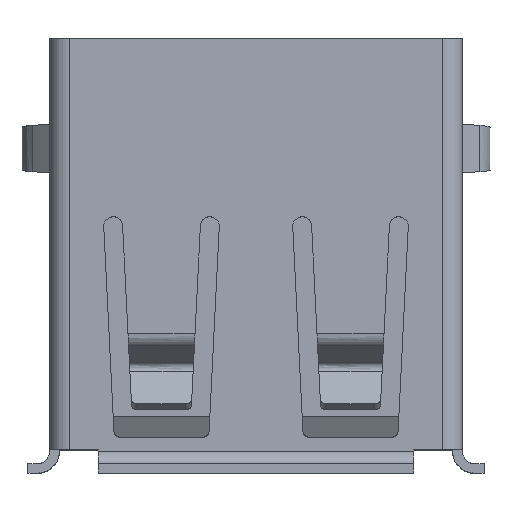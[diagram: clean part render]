
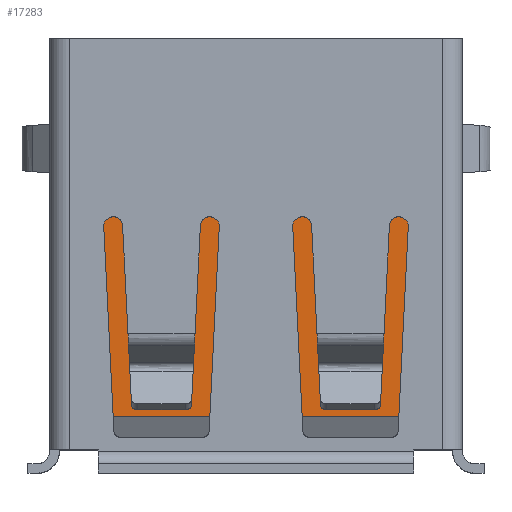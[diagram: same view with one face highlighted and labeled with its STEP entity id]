
A CAD part, top view. The second image highlights one B-rep face of the part: STEP entity #17283.
In plain terms, the highlighted free-form (B-spline) face has degree [1, 1] with [2, 2] control points.
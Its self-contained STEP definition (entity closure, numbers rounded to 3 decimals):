
#17283 = ADVANCED_FACE('',(#17284,#17366,#17400),#17434,.T.);
#17284 = FACE_BOUND('',#17285,.T.);
#17285 = EDGE_LOOP('',(#17286,#17296,#17304,#17312,#17320,#17328,#17336,
    #17344,#17352,#17360));
#17286 = ORIENTED_EDGE('',*,*,#17287,.T.);
#17287 = EDGE_CURVE('',#17288,#17290,#17292,.T.);
#17288 = VERTEX_POINT('',#17289);
#17289 = CARTESIAN_POINT('',(-1.4,-4.28,-0.97));
#17290 = VERTEX_POINT('',#17291);
#17291 = CARTESIAN_POINT('',(-1.6,-4.48,-0.97));
#17292 = LINE('',#17293,#17294);
#17293 = CARTESIAN_POINT('',(-1.4,-4.28,-0.97));
#17294 = VECTOR('',#17295,1.);
#17295 = DIRECTION('',(-0.707,-0.707,0.));
#17296 = ORIENTED_EDGE('',*,*,#17297,.T.);
#17297 = EDGE_CURVE('',#17290,#17298,#17300,.T.);
#17298 = VERTEX_POINT('',#17299);
#17299 = CARTESIAN_POINT('',(-4.91,-4.48,-0.97));
#17300 = LINE('',#17301,#17302);
#17301 = CARTESIAN_POINT('',(-1.6,-4.48,-0.97));
#17302 = VECTOR('',#17303,1.);
#17303 = DIRECTION('',(-1.,0.,0.));
#17304 = ORIENTED_EDGE('',*,*,#17305,.T.);
#17305 = EDGE_CURVE('',#17298,#17306,#17308,.T.);
#17306 = VERTEX_POINT('',#17307);
#17307 = CARTESIAN_POINT('',(-4.91,-11.994,-0.97));
#17308 = LINE('',#17309,#17310);
#17309 = CARTESIAN_POINT('',(-4.91,-4.48,-0.97));
#17310 = VECTOR('',#17311,1.);
#17311 = DIRECTION('',(0.,-1.,0.));
#17312 = ORIENTED_EDGE('',*,*,#17313,.T.);
#17313 = EDGE_CURVE('',#17306,#17314,#17316,.T.);
#17314 = VERTEX_POINT('',#17315);
#17315 = CARTESIAN_POINT('',(4.91,-11.994,-0.97));
#17316 = LINE('',#17317,#17318);
#17317 = CARTESIAN_POINT('',(-4.91,-11.994,-0.97));
#17318 = VECTOR('',#17319,1.);
#17319 = DIRECTION('',(1.,0.,0.));
#17320 = ORIENTED_EDGE('',*,*,#17321,.T.);
#17321 = EDGE_CURVE('',#17314,#17322,#17324,.T.);
#17322 = VERTEX_POINT('',#17323);
#17323 = CARTESIAN_POINT('',(4.91,-4.48,-0.97));
#17324 = LINE('',#17325,#17326);
#17325 = CARTESIAN_POINT('',(4.91,-11.994,-0.97));
#17326 = VECTOR('',#17327,1.);
#17327 = DIRECTION('',(0.,1.,0.));
#17328 = ORIENTED_EDGE('',*,*,#17329,.T.);
#17329 = EDGE_CURVE('',#17322,#17330,#17332,.T.);
#17330 = VERTEX_POINT('',#17331);
#17331 = CARTESIAN_POINT('',(1.6,-4.48,-0.97));
#17332 = LINE('',#17333,#17334);
#17333 = CARTESIAN_POINT('',(4.91,-4.48,-0.97));
#17334 = VECTOR('',#17335,1.);
#17335 = DIRECTION('',(-1.,0.,0.));
#17336 = ORIENTED_EDGE('',*,*,#17337,.T.);
#17337 = EDGE_CURVE('',#17330,#17338,#17340,.T.);
#17338 = VERTEX_POINT('',#17339);
#17339 = CARTESIAN_POINT('',(1.4,-4.28,-0.97));
#17340 = LINE('',#17341,#17342);
#17341 = CARTESIAN_POINT('',(1.6,-4.48,-0.97));
#17342 = VECTOR('',#17343,1.);
#17343 = DIRECTION('',(-0.707,0.707,0.));
#17344 = ORIENTED_EDGE('',*,*,#17345,.T.);
#17345 = EDGE_CURVE('',#17338,#17346,#17348,.T.);
#17346 = VERTEX_POINT('',#17347);
#17347 = CARTESIAN_POINT('',(1.4,-3.68,-0.97));
#17348 = LINE('',#17349,#17350);
#17349 = CARTESIAN_POINT('',(1.4,-4.28,-0.97));
#17350 = VECTOR('',#17351,1.);
#17351 = DIRECTION('',(0.,1.,0.));
#17352 = ORIENTED_EDGE('',*,*,#17353,.T.);
#17353 = EDGE_CURVE('',#17346,#17354,#17356,.T.);
#17354 = VERTEX_POINT('',#17355);
#17355 = CARTESIAN_POINT('',(-1.4,-3.68,-0.97));
#17356 = LINE('',#17357,#17358);
#17357 = CARTESIAN_POINT('',(1.4,-3.68,-0.97));
#17358 = VECTOR('',#17359,1.);
#17359 = DIRECTION('',(-1.,0.,0.));
#17360 = ORIENTED_EDGE('',*,*,#17361,.T.);
#17361 = EDGE_CURVE('',#17354,#17288,#17362,.T.);
#17362 = LINE('',#17363,#17364);
#17363 = CARTESIAN_POINT('',(-1.4,-3.68,-0.97));
#17364 = VECTOR('',#17365,1.);
#17365 = DIRECTION('',(0.,-1.,0.));
#17366 = FACE_BOUND('',#17367,.T.);
#17367 = EDGE_LOOP('',(#17368,#17378,#17386,#17394));
#17368 = ORIENTED_EDGE('',*,*,#17369,.T.);
#17369 = EDGE_CURVE('',#17370,#17372,#17374,.T.);
#17370 = VERTEX_POINT('',#17371);
#17371 = CARTESIAN_POINT('',(-4.031,-10.024,-0.97));
#17372 = VERTEX_POINT('',#17373);
#17373 = CARTESIAN_POINT('',(-1.969,-10.024,-0.97));
#17374 = LINE('',#17375,#17376);
#17375 = CARTESIAN_POINT('',(-4.031,-10.024,-0.97));
#17376 = VECTOR('',#17377,1.);
#17377 = DIRECTION('',(1.,0.,0.));
#17378 = ORIENTED_EDGE('',*,*,#17379,.T.);
#17379 = EDGE_CURVE('',#17372,#17380,#17382,.T.);
#17380 = VERTEX_POINT('',#17381);
#17381 = CARTESIAN_POINT('',(-2.013,-10.907,-0.97));
#17382 = LINE('',#17383,#17384);
#17383 = CARTESIAN_POINT('',(-1.969,-10.024,-0.97));
#17384 = VECTOR('',#17385,1.);
#17385 = DIRECTION('',(-0.05,-0.999,0.));
#17386 = ORIENTED_EDGE('',*,*,#17387,.T.);
#17387 = EDGE_CURVE('',#17380,#17388,#17390,.T.);
#17388 = VERTEX_POINT('',#17389);
#17389 = CARTESIAN_POINT('',(-3.987,-10.907,-0.97));
#17390 = LINE('',#17391,#17392);
#17391 = CARTESIAN_POINT('',(-2.013,-10.907,-0.97));
#17392 = VECTOR('',#17393,1.);
#17393 = DIRECTION('',(-1.,0.,0.));
#17394 = ORIENTED_EDGE('',*,*,#17395,.T.);
#17395 = EDGE_CURVE('',#17388,#17370,#17396,.T.);
#17396 = LINE('',#17397,#17398);
#17397 = CARTESIAN_POINT('',(-3.987,-10.907,-0.97));
#17398 = VECTOR('',#17399,1.);
#17399 = DIRECTION('',(-0.05,0.999,0.));
#17400 = FACE_BOUND('',#17401,.T.);
#17401 = EDGE_LOOP('',(#17402,#17412,#17420,#17428));
#17402 = ORIENTED_EDGE('',*,*,#17403,.T.);
#17403 = EDGE_CURVE('',#17404,#17406,#17408,.T.);
#17404 = VERTEX_POINT('',#17405);
#17405 = CARTESIAN_POINT('',(1.969,-10.024,-0.97));
#17406 = VERTEX_POINT('',#17407);
#17407 = CARTESIAN_POINT('',(4.031,-10.024,-0.97));
#17408 = LINE('',#17409,#17410);
#17409 = CARTESIAN_POINT('',(1.969,-10.024,-0.97));
#17410 = VECTOR('',#17411,1.);
#17411 = DIRECTION('',(1.,0.,0.));
#17412 = ORIENTED_EDGE('',*,*,#17413,.T.);
#17413 = EDGE_CURVE('',#17406,#17414,#17416,.T.);
#17414 = VERTEX_POINT('',#17415);
#17415 = CARTESIAN_POINT('',(3.987,-10.907,-0.97));
#17416 = LINE('',#17417,#17418);
#17417 = CARTESIAN_POINT('',(4.031,-10.024,-0.97));
#17418 = VECTOR('',#17419,1.);
#17419 = DIRECTION('',(-0.05,-0.999,0.));
#17420 = ORIENTED_EDGE('',*,*,#17421,.T.);
#17421 = EDGE_CURVE('',#17414,#17422,#17424,.T.);
#17422 = VERTEX_POINT('',#17423);
#17423 = CARTESIAN_POINT('',(2.013,-10.907,-0.97));
#17424 = LINE('',#17425,#17426);
#17425 = CARTESIAN_POINT('',(3.987,-10.907,-0.97));
#17426 = VECTOR('',#17427,1.);
#17427 = DIRECTION('',(-1.,0.,0.));
#17428 = ORIENTED_EDGE('',*,*,#17429,.T.);
#17429 = EDGE_CURVE('',#17422,#17404,#17430,.T.);
#17430 = LINE('',#17431,#17432);
#17431 = CARTESIAN_POINT('',(2.013,-10.907,-0.97));
#17432 = VECTOR('',#17433,1.);
#17433 = DIRECTION('',(-0.05,0.999,0.));
#17434 = B_SPLINE_SURFACE_WITH_KNOTS('',1,1,(
    (#17435,#17436)
    ,(#17437,#17438
    )),.UNSPECIFIED.,.F.,.F.,.F.,(2,2),(2,2),(0.,1.),(0.,1.),
  .PIECEWISE_BEZIER_KNOTS.);
#17435 = CARTESIAN_POINT('',(4.91,-3.68,-0.97));
#17436 = CARTESIAN_POINT('',(4.91,-11.994,-0.97));
#17437 = CARTESIAN_POINT('',(-4.91,-3.68,-0.97));
#17438 = CARTESIAN_POINT('',(-4.91,-11.994,-0.97));
